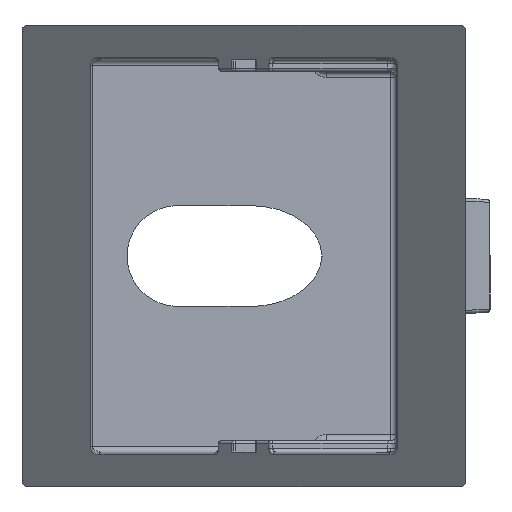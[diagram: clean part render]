
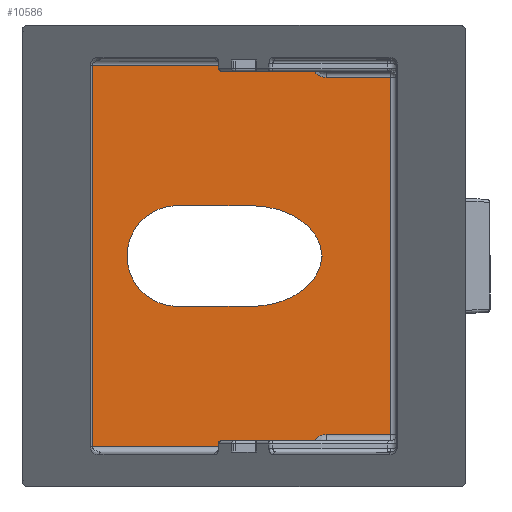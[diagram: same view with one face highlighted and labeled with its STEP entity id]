
A CAD part, left-side view. The second image highlights one B-rep face of the part: STEP entity #10586.
In plain terms, the highlighted planar face has unit normal (-1, 0, 0).
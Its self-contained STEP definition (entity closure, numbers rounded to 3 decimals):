
#170 = CARTESIAN_POINT ( 'NONE',  ( -6., 32.396, -16.5 ) ) ;
#267 = DIRECTION ( 'NONE',  ( 0., 0., 1. ) ) ;
#329 = CARTESIAN_POINT ( 'NONE',  ( -6., 18.706, -4.375 ) ) ;
#421 = DIRECTION ( 'NONE',  ( 0., 1., 0. ) ) ;
#537 = LINE ( 'NONE', #7155, #8451 ) ;
#779 = DIRECTION ( 'NONE',  ( -1., 0., 0. ) ) ;
#892 = CARTESIAN_POINT ( 'NONE',  ( -6., 32.396, 16.5 ) ) ;
#1277 = CARTESIAN_POINT ( 'NONE',  ( -6., 12.518, 0. ) ) ;
#1289 = CARTESIAN_POINT ( 'NONE',  ( -6., 13.191, 16.3 ) ) ;
#1293 = VERTEX_POINT ( 'NONE', #2308 ) ;
#1473 = EDGE_CURVE ( 'NONE', #14091, #16600, #537, .T. ) ;
#1717 = CARTESIAN_POINT ( 'NONE',  ( -6., 6.5, 16. ) ) ;
#1862 = CARTESIAN_POINT ( 'NONE',  ( -6., 25.014, 4.375 ) ) ;
#1948 = CARTESIAN_POINT ( 'NONE',  ( -6., 13.191, -15.831 ) ) ;
#2065 = VECTOR ( 'NONE', #421, 1000. ) ;
#2152 = LINE ( 'NONE', #8913, #9748 ) ;
#2308 = CARTESIAN_POINT ( 'NONE',  ( -6., 13.191, 16.3 ) ) ;
#2369 =( BOUNDED_CURVE ( )  B_SPLINE_CURVE ( 3, ( #18079, #7362, #10383, #1289 ),
 .UNSPECIFIED., .F., .F. ) 
 B_SPLINE_CURVE_WITH_KNOTS ( ( 4, 4 ),
 ( 4.712, 6.283 ),
 .UNSPECIFIED. ) 
 CURVE ( )  GEOMETRIC_REPRESENTATION_ITEM ( )  RATIONAL_B_SPLINE_CURVE ( ( 1., 0.805, 0.805, 1. ) ) 
 REPRESENTATION_ITEM ( '' )  );
#2381 = EDGE_CURVE ( 'NONE', #9941, #15221, #15417, .T. ) ;
#2485 = ORIENTED_EDGE ( 'NONE', *, *, #11429, .T. ) ;
#2665 = FACE_BOUND ( 'NONE', #11491, .T. ) ;
#3190 = EDGE_CURVE ( 'NONE', #15221, #1293, #2369, .T. ) ;
#3499 = VECTOR ( 'NONE', #13959, 1000. ) ;
#3582 = VERTEX_POINT ( 'NONE', #10504 ) ;
#3661 = CARTESIAN_POINT ( 'NONE',  ( -6., 6., -16.5 ) ) ;
#4133 = EDGE_CURVE ( 'NONE', #17600, #9840, #18435, .T. ) ;
#4159 = VERTEX_POINT ( 'NONE', #4428 ) ;
#4408 = ORIENTED_EDGE ( 'NONE', *, *, #15822, .T. ) ;
#4428 = CARTESIAN_POINT ( 'NONE',  ( -6., 13.191, 16.5 ) ) ;
#4556 = CARTESIAN_POINT ( 'NONE',  ( -6., 6.5, 15.5 ) ) ;
#4616 = CARTESIAN_POINT ( 'NONE',  ( -6., 12.518, 2.563 ) ) ;
#4803 = CARTESIAN_POINT ( 'NONE',  ( -6., 11.696, 15.5 ) ) ;
#4984 = CARTESIAN_POINT ( 'NONE',  ( -6., 32.5, 16.5 ) ) ;
#5153 = DIRECTION ( 'NONE',  ( 0., 0., 1. ) ) ;
#5625 = EDGE_CURVE ( 'NONE', #6330, #9840, #13025, .T. ) ;
#5667 =( BOUNDED_CURVE ( )  B_SPLINE_CURVE ( 3, ( #16806, #12202, #4616, #15337 ),
 .UNSPECIFIED., .F., .T. ) 
 B_SPLINE_CURVE_WITH_KNOTS ( ( 4, 4 ),
 ( 4.712, 6.283 ),
 .UNSPECIFIED. ) 
 CURVE ( )  GEOMETRIC_REPRESENTATION_ITEM ( )  RATIONAL_B_SPLINE_CURVE ( ( 1., 0.805, 0.805, 1. ) ) 
 REPRESENTATION_ITEM ( '' )  );
#5834 = DIRECTION ( 'NONE',  ( 0., -1., 0. ) ) ;
#5914 = CARTESIAN_POINT ( 'NONE',  ( -6., 25.014, -4.375 ) ) ;
#6001 = EDGE_CURVE ( 'NONE', #3582, #19422, #15780, .T. ) ;
#6141 = LINE ( 'NONE', #4984, #2065 ) ;
#6223 = CARTESIAN_POINT ( 'NONE',  ( -6., 12.131, -15.5 ) ) ;
#6319 = DIRECTION ( 'NONE',  ( 0., 1., 0. ) ) ;
#6330 = VERTEX_POINT ( 'NONE', #1277 ) ;
#6447 = DIRECTION ( 'NONE',  ( 0., -1., 0. ) ) ;
#6551 = CARTESIAN_POINT ( 'NONE',  ( -6., 12.131, -15.5 ) ) ;
#6683 = DIRECTION ( 'NONE',  ( 0., 0., -1. ) ) ;
#6711 = FACE_OUTER_BOUND ( 'NONE', #10981, .T. ) ;
#6962 = EDGE_CURVE ( 'NONE', #16302, #9941, #15739, .T. ) ;
#7065 = EDGE_CURVE ( 'NONE', #4159, #14091, #6141, .T. ) ;
#7145 = ORIENTED_EDGE ( 'NONE', *, *, #6001, .T. ) ;
#7155 = CARTESIAN_POINT ( 'NONE',  ( -6., 32.396, 17. ) ) ;
#7240 = CARTESIAN_POINT ( 'NONE',  ( -6., 13.191, -16.3 ) ) ;
#7245 = VECTOR ( 'NONE', #6319, 1000. ) ;
#7362 = CARTESIAN_POINT ( 'NONE',  ( -6., 12.752, 15.5 ) ) ;
#7939 = CARTESIAN_POINT ( 'NONE',  ( -6., 15.081, -4.375 ) ) ;
#8261 = CARTESIAN_POINT ( 'NONE',  ( -6., 25.014, -4.375 ) ) ;
#8320 = VERTEX_POINT ( 'NONE', #7240 ) ;
#8451 = VECTOR ( 'NONE', #6683, 1000. ) ;
#8913 = CARTESIAN_POINT ( 'NONE',  ( -6., 13.191, 17. ) ) ;
#8949 = CARTESIAN_POINT ( 'NONE',  ( -6., 13.191, -16.5 ) ) ;
#9345 = LINE ( 'NONE', #16543, #17084 ) ;
#9373 = CARTESIAN_POINT ( 'NONE',  ( -6., 13.191, 16.7 ) ) ;
#9441 = CARTESIAN_POINT ( 'NONE',  ( -6., 12.518, 0. ) ) ;
#9616 = ORIENTED_EDGE ( 'NONE', *, *, #1473, .T. ) ;
#9623 = CARTESIAN_POINT ( 'NONE',  ( -6., 6., 17. ) ) ;
#9748 = VECTOR ( 'NONE', #11780, 1000. ) ;
#9840 = VERTEX_POINT ( 'NONE', #16422 ) ;
#9860 = CARTESIAN_POINT ( 'NONE',  ( -6., 12.131, 15.5 ) ) ;
#9886 = CARTESIAN_POINT ( 'NONE',  ( -6., 25.014, 0. ) ) ;
#9941 = VERTEX_POINT ( 'NONE', #4556 ) ;
#10181 = VECTOR ( 'NONE', #267, 1000. ) ;
#10383 = CARTESIAN_POINT ( 'NONE',  ( -6., 13.191, 15.831 ) ) ;
#10399 = VERTEX_POINT ( 'NONE', #6223 ) ;
#10504 = CARTESIAN_POINT ( 'NONE',  ( -6., 25.014, 4.375 ) ) ;
#10586 = ADVANCED_FACE ( 'NONE', ( #6711, #2665 ), #18860, .T. ) ;
#10981 = EDGE_LOOP ( 'NONE', ( #14517, #9616, #16636, #4408, #2485, #12761, #19444, #16125, #18482, #14180 ) ) ;
#11429 = EDGE_CURVE ( 'NONE', #8320, #10399, #14246, .T. ) ;
#11439 = DIRECTION ( 'NONE',  ( 0., 0., 1. ) ) ;
#11486 = CARTESIAN_POINT ( 'NONE',  ( -6., 18.706, 4.375 ) ) ;
#11491 = EDGE_LOOP ( 'NONE', ( #14428, #16548, #13165, #12415, #7145 ) ) ;
#11650 = CIRCLE ( 'NONE', #14264, 4.375 ) ;
#11688 = LINE ( 'NONE', #3661, #15341 ) ;
#11765 = EDGE_CURVE ( 'NONE', #19422, #6330, #5667, .T. ) ;
#11780 = DIRECTION ( 'NONE',  ( 0., 0., 1. ) ) ;
#11946 = DIRECTION ( 'NONE',  ( 0., -1., 0. ) ) ;
#12202 = CARTESIAN_POINT ( 'NONE',  ( -6., 15.081, 4.375 ) ) ;
#12415 = ORIENTED_EDGE ( 'NONE', *, *, #16765, .F. ) ;
#12638 = CARTESIAN_POINT ( 'NONE',  ( -6., 13.191, -16.3 ) ) ;
#12761 = ORIENTED_EDGE ( 'NONE', *, *, #13624, .T. ) ;
#12811 = DIRECTION ( 'NONE',  ( 0., -1., 0. ) ) ;
#13025 =( BOUNDED_CURVE ( )  B_SPLINE_CURVE ( 3, ( #9441, #18675, #7939, #329 ),
 .UNSPECIFIED., .F., .T. ) 
 B_SPLINE_CURVE_WITH_KNOTS ( ( 4, 4 ),
 ( 0., 1.571 ),
 .UNSPECIFIED. ) 
 CURVE ( )  GEOMETRIC_REPRESENTATION_ITEM ( )  RATIONAL_B_SPLINE_CURVE ( ( 1., 0.805, 0.805, 1. ) ) 
 REPRESENTATION_ITEM ( '' )  );
#13165 = ORIENTED_EDGE ( 'NONE', *, *, #4133, .F. ) ;
#13220 = VERTEX_POINT ( 'NONE', #8949 ) ;
#13345 = LINE ( 'NONE', #9373, #10181 ) ;
#13624 = EDGE_CURVE ( 'NONE', #10399, #16302, #9345, .T. ) ;
#13959 = DIRECTION ( 'NONE',  ( 0., 0., 1. ) ) ;
#14091 = VERTEX_POINT ( 'NONE', #892 ) ;
#14180 = ORIENTED_EDGE ( 'NONE', *, *, #17456, .T. ) ;
#14246 =( BOUNDED_CURVE ( )  B_SPLINE_CURVE ( 3, ( #12638, #1948, #15759, #6551 ),
 .UNSPECIFIED., .F., .F. ) 
 B_SPLINE_CURVE_WITH_KNOTS ( ( 4, 4 ),
 ( 3.142, 4.712 ),
 .UNSPECIFIED. ) 
 CURVE ( )  GEOMETRIC_REPRESENTATION_ITEM ( )  RATIONAL_B_SPLINE_CURVE ( ( 1., 0.805, 0.805, 1. ) ) 
 REPRESENTATION_ITEM ( '' )  );
#14264 = AXIS2_PLACEMENT_3D ( 'NONE', #9886, #779, #11439 ) ;
#14341 = DIRECTION ( 'NONE',  ( -1., 0., 0. ) ) ;
#14428 = ORIENTED_EDGE ( 'NONE', *, *, #11765, .T. ) ;
#14517 = ORIENTED_EDGE ( 'NONE', *, *, #7065, .T. ) ;
#14851 = VECTOR ( 'NONE', #11946, 1000. ) ;
#15221 = VERTEX_POINT ( 'NONE', #9860 ) ;
#15249 = AXIS2_PLACEMENT_3D ( 'NONE', #9623, #14341, #5153 ) ;
#15299 = VECTOR ( 'NONE', #6447, 1000. ) ;
#15337 = CARTESIAN_POINT ( 'NONE',  ( -6., 12.518, 0. ) ) ;
#15341 = VECTOR ( 'NONE', #12811, 1000. ) ;
#15417 = LINE ( 'NONE', #4803, #7245 ) ;
#15718 = EDGE_CURVE ( 'NONE', #16600, #13220, #11688, .T. ) ;
#15739 = LINE ( 'NONE', #1717, #3499 ) ;
#15759 = CARTESIAN_POINT ( 'NONE',  ( -6., 12.752, -15.5 ) ) ;
#15780 = LINE ( 'NONE', #1862, #15299 ) ;
#15822 = EDGE_CURVE ( 'NONE', #13220, #8320, #2152, .T. ) ;
#16125 = ORIENTED_EDGE ( 'NONE', *, *, #2381, .T. ) ;
#16302 = VERTEX_POINT ( 'NONE', #19190 ) ;
#16422 = CARTESIAN_POINT ( 'NONE',  ( -6., 18.706, -4.375 ) ) ;
#16543 = CARTESIAN_POINT ( 'NONE',  ( -6., 6., -15.5 ) ) ;
#16548 = ORIENTED_EDGE ( 'NONE', *, *, #5625, .T. ) ;
#16600 = VERTEX_POINT ( 'NONE', #170 ) ;
#16636 = ORIENTED_EDGE ( 'NONE', *, *, #15718, .T. ) ;
#16765 = EDGE_CURVE ( 'NONE', #3582, #17600, #11650, .T. ) ;
#16806 = CARTESIAN_POINT ( 'NONE',  ( -6., 18.706, 4.375 ) ) ;
#17084 = VECTOR ( 'NONE', #5834, 1000. ) ;
#17456 = EDGE_CURVE ( 'NONE', #1293, #4159, #13345, .T. ) ;
#17600 = VERTEX_POINT ( 'NONE', #8261 ) ;
#18079 = CARTESIAN_POINT ( 'NONE',  ( -6., 12.131, 15.5 ) ) ;
#18435 = LINE ( 'NONE', #5914, #14851 ) ;
#18482 = ORIENTED_EDGE ( 'NONE', *, *, #3190, .T. ) ;
#18675 = CARTESIAN_POINT ( 'NONE',  ( -6., 12.518, -2.563 ) ) ;
#18860 = PLANE ( 'NONE',  #15249 ) ;
#19190 = CARTESIAN_POINT ( 'NONE',  ( -6., 6.5, -15.5 ) ) ;
#19422 = VERTEX_POINT ( 'NONE', #11486 ) ;
#19444 = ORIENTED_EDGE ( 'NONE', *, *, #6962, .T. ) ;
